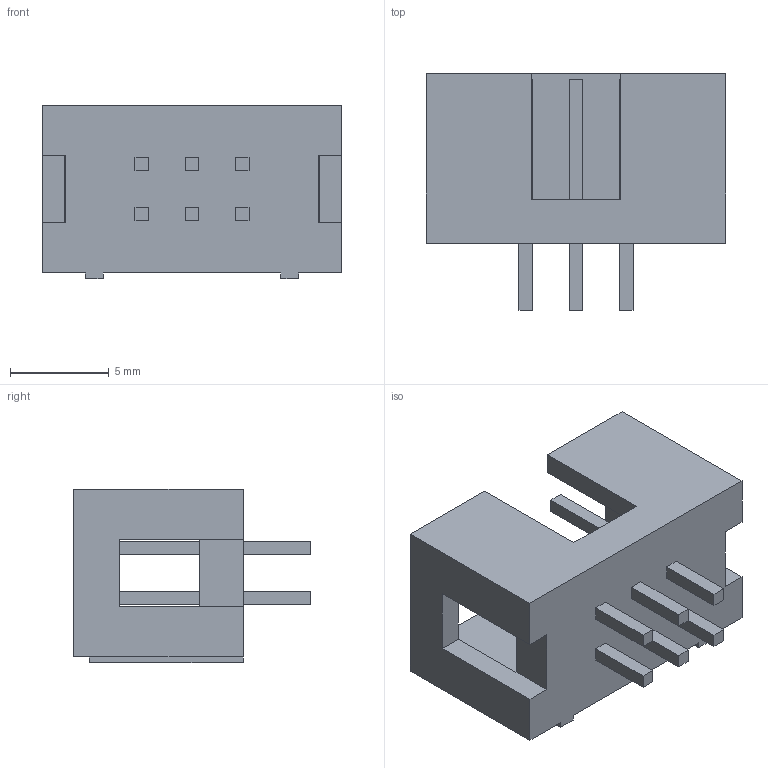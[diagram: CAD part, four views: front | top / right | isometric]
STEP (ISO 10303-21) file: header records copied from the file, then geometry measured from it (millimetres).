
FILE_DESCRIPTION (( 'STEP AP214' ), '1' );
FILE_NAME ('socket_iec6.step', '2020-01-14T03:04:31', ( '' ), ( '' ), 'SwSTEP 2.0', 'SolidWorks 2018', '' );
FILE_SCHEMA (( 'AUTOMOTIVE_DESIGN' ));
Length unit declared in the file: millimetre
Products named in the file (1): socket_iec6
Bounding box: 15.2 x 12 x 8.8 mm (x, y, z)
Volume: 541.4 mm3; surface area: 1011.3 mm2
Topology: 1 solids, 1 shells, 90 faces, 240 edges, 160 vertices
Faces by surface type: plane 90
Entity records: 2786 total; most frequent: CARTESIAN_POINT 491, ORIENTED_EDGE 480, DIRECTION 422, LINE 240, EDGE_CURVE 240, VECTOR 240, VERTEX_POINT 160, EDGE_LOOP 102
